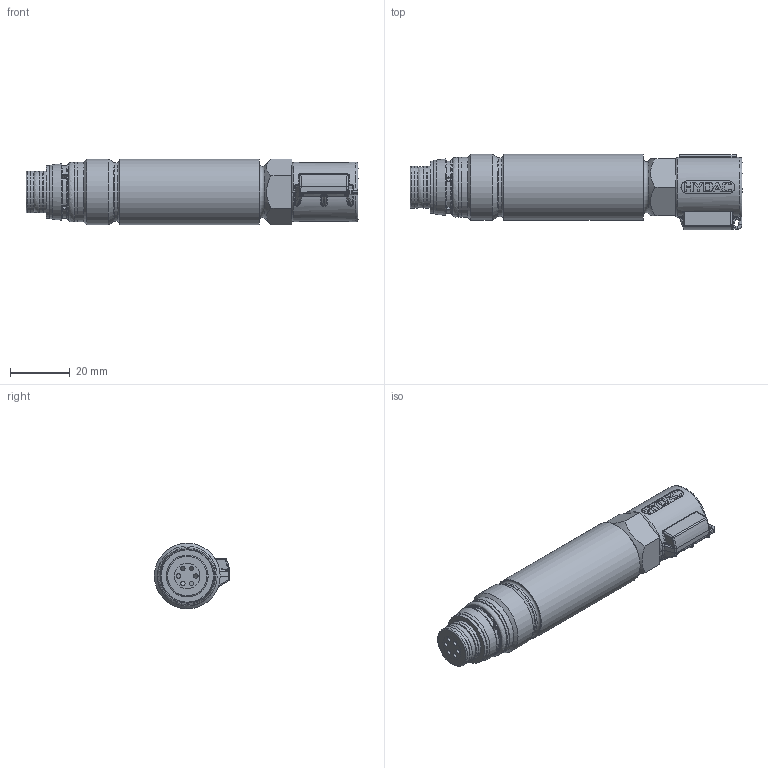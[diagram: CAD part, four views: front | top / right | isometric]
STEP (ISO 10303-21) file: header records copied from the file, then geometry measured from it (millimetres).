
FILE_DESCRIPTION (( 'STEP AP214' ), '1' );
FILE_NAME ('DB...-6M-E-...-F.STEP', '2022-01-13T09:44:53', ( '' ), ( '' ), 'SwSTEP 2.0', 'SolidWorks 2020', '' );
FILE_SCHEMA (( 'AUTOMOTIVE_DESIGN' ));
Length unit declared in the file: millimetre
Products named in the file (1): DB...-6M-E-...-F
Bounding box: 111.02 x 25.2 x 22 mm (x, y, z)
Volume: 22312.5 mm3; surface area: 17194.6 mm2
Topology: 11 solids, 11 shells, 453 faces, 1112 edges, 693 vertices
Faces by surface type: plane 185, cylinder 146, bspline 76, cone 23, torus 23
Full cylindrical faces by diameter (mm): 1 x1, 1.5 x11, 2.8 x1, 3 x1, 3.015 x1, 4.009 x1, 6.75 x1, 8.011 x1, 8.5 x1, 8.506 x1, 8.524 x1, 11.3 x2, 11.4 x1, 12.9 x1, 13.5 x2, 13.96 x2, 14 x2, 14.3 x1, 14.35 x1, 14.4 x1, 16 x1, 16.9 x1, 17.4 x1, 17.5 x2, 18.5 x1, 19.7 x1, 19.95 x1, 19.98 x1, 22 x2
Entity records: 20654 total; most frequent: CARTESIAN_POINT 5875, ORIENTED_EDGE 2010, DIRECTION 1824, EDGE_CURVE 1005, AXIS2_PLACEMENT_3D 704, VERTEX_POINT 681, EDGE_LOOP 598, FACE_OUTER_BOUND 519
